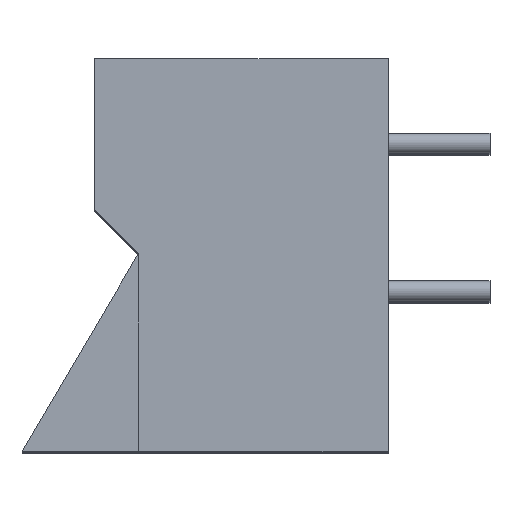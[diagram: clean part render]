
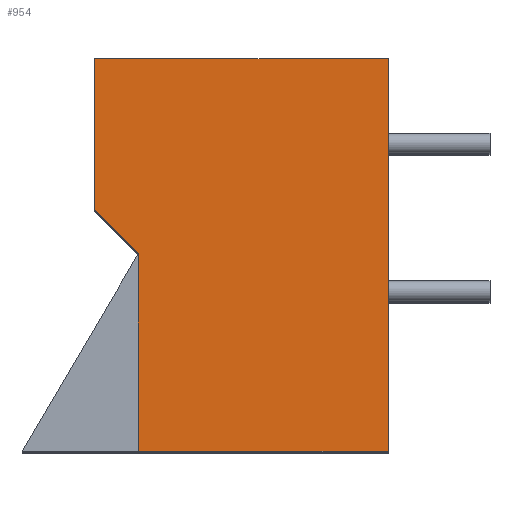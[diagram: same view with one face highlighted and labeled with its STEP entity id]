
A CAD part, top view. The second image highlights one B-rep face of the part: STEP entity #954.
In plain terms, the highlighted planar face has unit normal (0, 0, 1).
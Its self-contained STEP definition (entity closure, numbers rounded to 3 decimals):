
#954=ADVANCED_FACE('',(#1613),#1615,.T.);
#1613=FACE_BOUND('',#1614,.T.);
#1614=EDGE_LOOP('',(#2087,#2088,#2089,#2090,#2091,#2092));
#1615=PLANE('',#1616);
#1616=AXIS2_PLACEMENT_3D('',#1617,#1618,#1619);
#1617=CARTESIAN_POINT('',(0.,0.,0.));
#1618=DIRECTION('',(0.,0.,1.));
#1619=DIRECTION('',(1.,0.,0.));
#2087=ORIENTED_EDGE('',*,*,#2336,.T.);
#2088=ORIENTED_EDGE('',*,*,#2340,.T.);
#2089=ORIENTED_EDGE('',*,*,#2343,.T.);
#2090=ORIENTED_EDGE('',*,*,#2346,.T.);
#2091=ORIENTED_EDGE('',*,*,#2349,.T.);
#2092=ORIENTED_EDGE('',*,*,#2351,.T.);
#2336=EDGE_CURVE('',#2578,#2576,#2579,.T.);
#2340=EDGE_CURVE('',#2576,#2583,#2585,.T.);
#2343=EDGE_CURVE('',#2583,#2588,#2590,.T.);
#2346=EDGE_CURVE('',#2588,#2593,#2595,.T.);
#2349=EDGE_CURVE('',#2593,#2598,#2600,.T.);
#2351=EDGE_CURVE('',#2598,#2578,#2602,.T.);
#2576=VERTEX_POINT('',#3069);
#2578=VERTEX_POINT('',#3073);
#2579=LINE('',#3074,#3075);
#2583=VERTEX_POINT('',#3084);
#2585=LINE('',#3088,#3089);
#2588=VERTEX_POINT('',#3095);
#2590=LINE('',#3099,#3100);
#2593=VERTEX_POINT('',#3106);
#2595=LINE('',#3110,#3111);
#2598=VERTEX_POINT('',#3117);
#2600=LINE('',#3121,#3122);
#2602=LINE('',#3127,#3128);
#3069=CARTESIAN_POINT('',(10.1,0.,0.));
#3073=CARTESIAN_POINT('',(10.1,-13.513,0.));
#3074=CARTESIAN_POINT('',(10.1,-13.513,0.));
#3075=VECTOR('',#3076,1.);
#3076=DIRECTION('',(0.,1.,0.));
#3084=CARTESIAN_POINT('',(0.,0.,0.));
#3088=CARTESIAN_POINT('',(10.1,0.,0.));
#3089=VECTOR('',#3090,1.);
#3090=DIRECTION('',(-1.,0.,0.));
#3095=CARTESIAN_POINT('',(0.,-5.19,0.));
#3099=CARTESIAN_POINT('',(0.,0.,0.));
#3100=VECTOR('',#3101,1.);
#3101=DIRECTION('',(0.,-1.,0.));
#3106=CARTESIAN_POINT('',(1.5,-6.713,0.));
#3110=CARTESIAN_POINT('',(0.,-5.19,0.));
#3111=VECTOR('',#3112,1.);
#3112=DIRECTION('',(0.702,-0.712,0.));
#3117=CARTESIAN_POINT('',(1.5,-13.513,0.));
#3121=CARTESIAN_POINT('',(1.5,-6.713,0.));
#3122=VECTOR('',#3123,1.);
#3123=DIRECTION('',(0.,-1.,0.));
#3127=CARTESIAN_POINT('',(1.5,-13.513,0.));
#3128=VECTOR('',#3129,1.);
#3129=DIRECTION('',(1.,0.,0.));
